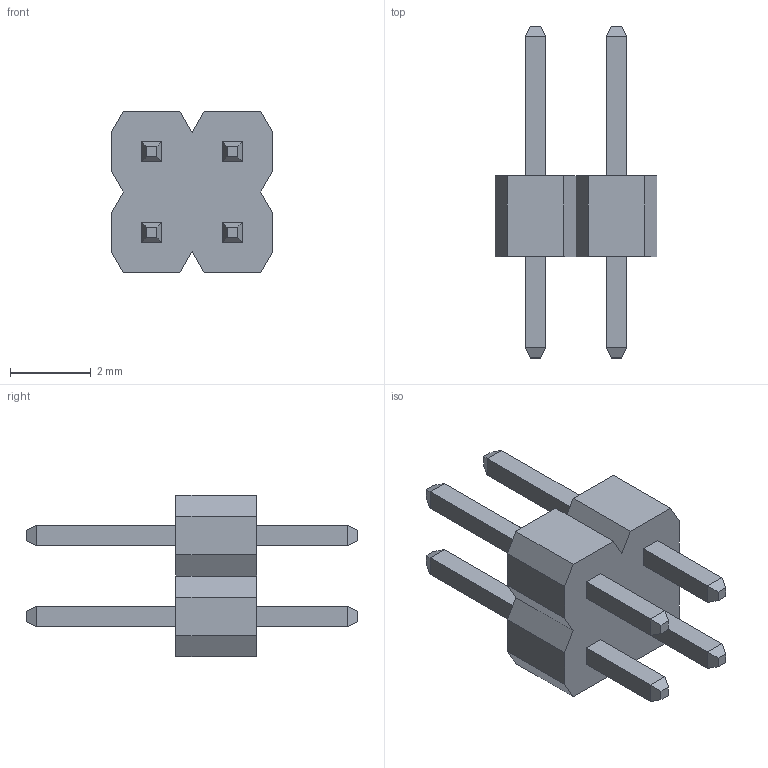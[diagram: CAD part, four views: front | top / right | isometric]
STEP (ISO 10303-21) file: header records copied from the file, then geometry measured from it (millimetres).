
FILE_DESCRIPTION (( 'STEP AP214' ), '1' );
FILE_NAME ('2.0mm齬渀2x2.STEP', '2022-05-03T17:09:17', ( '' ), ( '' ), 'SwSTEP 2.0', 'SolidWorks 2017', '' );
FILE_SCHEMA (( 'AUTOMOTIVE_DESIGN' ));
Length unit declared in the file: millimetre
Products named in the file (1): 2.0mm齬渀2x2
Bounding box: 4 x 8.2 x 4 mm (x, y, z)
Volume: 36.1 mm3; surface area: 110.9 mm2
Topology: 1 solids, 1 shells, 94 faces, 220 edges, 136 vertices
Faces by surface type: plane 94
Entity records: 3414 total; most frequent: CARTESIAN_POINT 451, ORIENTED_EDGE 440, DIRECTION 410, LINE 220, EDGE_CURVE 220, VECTOR 220, VERTEX_POINT 136, EDGE_LOOP 102
